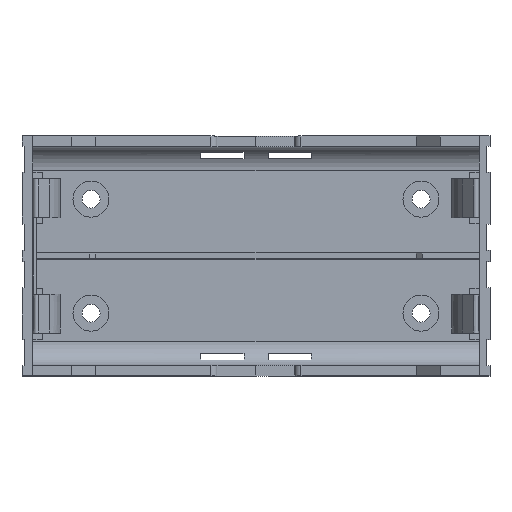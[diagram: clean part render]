
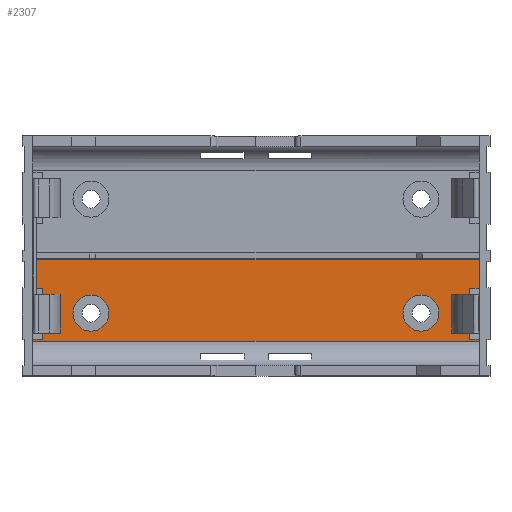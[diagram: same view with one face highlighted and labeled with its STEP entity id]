
A CAD part, top view. The second image highlights one B-rep face of the part: STEP entity #2307.
In plain terms, the highlighted planar face has unit normal (0, 0, 1).
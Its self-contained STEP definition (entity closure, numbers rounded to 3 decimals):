
#61=CARTESIAN_POINT('Vertex',(-37.2,-13.85,2.)) ;
#66=CARTESIAN_POINT('Line Origine',(-36.4,-13.85,2.)) ;
#70=CARTESIAN_POINT('Vertex',(-35.6,-13.85,2.)) ;
#97=CARTESIAN_POINT('Line Origine',(-35.6,-12.85,2.)) ;
#101=CARTESIAN_POINT('Vertex',(-35.6,-11.85,2.)) ;
#176=CARTESIAN_POINT('Line Origine',(-36.1,-11.85,2.)) ;
#180=CARTESIAN_POINT('Vertex',(-36.6,-11.85,2.)) ;
#566=CARTESIAN_POINT('Vertex',(-36.6,-7.35,2.)) ;
#571=CARTESIAN_POINT('Line Origine',(-36.1,-7.35,2.)) ;
#575=CARTESIAN_POINT('Vertex',(-35.6,-7.35,2.)) ;
#647=CARTESIAN_POINT('Line Origine',(-35.6,-6.35,2.)) ;
#651=CARTESIAN_POINT('Vertex',(-35.6,-5.35,2.)) ;
#705=CARTESIAN_POINT('Line Origine',(-36.4,-5.35,2.)) ;
#709=CARTESIAN_POINT('Vertex',(-37.2,-5.35,2.)) ;
#1031=CARTESIAN_POINT('Vertex',(37.2,-5.35,2.)) ;
#1036=CARTESIAN_POINT('Line Origine',(36.4,-5.35,2.)) ;
#1040=CARTESIAN_POINT('Vertex',(35.6,-5.35,2.)) ;
#1062=CARTESIAN_POINT('Line Origine',(35.6,-6.35,2.)) ;
#1066=CARTESIAN_POINT('Vertex',(35.6,-7.35,2.)) ;
#1131=CARTESIAN_POINT('Line Origine',(36.1,-7.35,2.)) ;
#1135=CARTESIAN_POINT('Vertex',(36.6,-7.35,2.)) ;
#1183=CARTESIAN_POINT('Vertex',(36.6,-11.85,2.)) ;
#1188=CARTESIAN_POINT('Line Origine',(36.1,-11.85,2.)) ;
#1192=CARTESIAN_POINT('Vertex',(35.6,-11.85,2.)) ;
#1264=CARTESIAN_POINT('Line Origine',(35.6,-12.85,2.)) ;
#1268=CARTESIAN_POINT('Vertex',(35.6,-13.85,2.)) ;
#1312=CARTESIAN_POINT('Line Origine',(36.4,-13.85,2.)) ;
#1316=CARTESIAN_POINT('Vertex',(37.2,-13.85,2.)) ;
#1845=CARTESIAN_POINT('Line Origine',(-36.6,-9.6,2.)) ;
#2016=CARTESIAN_POINT('Axis2P3D Location',(0.,0.,2.)) ;
#2206=CARTESIAN_POINT('Line Origine',(-37.2,-14.025,2.)) ;
#2210=CARTESIAN_POINT('Vertex',(-37.2,-14.2,2.)) ;
#2213=CARTESIAN_POINT('Line Origine',(0.,-14.2,2.)) ;
#2217=CARTESIAN_POINT('Vertex',(37.2,-14.2,2.)) ;
#2220=CARTESIAN_POINT('Line Origine',(37.2,-14.025,2.)) ;
#2225=CARTESIAN_POINT('Line Origine',(36.6,-9.6,2.)) ;
#2230=CARTESIAN_POINT('Line Origine',(37.2,-2.925,2.)) ;
#2234=CARTESIAN_POINT('Vertex',(37.2,-0.5,2.)) ;
#2237=CARTESIAN_POINT('Line Origine',(0.,-0.5,2.)) ;
#2241=CARTESIAN_POINT('Vertex',(-37.2,-0.5,2.)) ;
#2244=CARTESIAN_POINT('Line Origine',(-37.2,-2.925,2.)) ;
#2271=CARTESIAN_POINT('Axis2P3D Location',(-27.5,-9.5,2.)) ;
#2275=CARTESIAN_POINT('Vertex',(-24.5,-9.5,2.)) ;
#2277=CARTESIAN_POINT('Vertex',(-30.5,-9.5,2.)) ;
#2280=CARTESIAN_POINT('Axis2P3D Location',(-27.5,-9.5,2.)) ;
#2289=CARTESIAN_POINT('Axis2P3D Location',(27.5,-9.5,2.)) ;
#2293=CARTESIAN_POINT('Vertex',(24.5,-9.5,2.)) ;
#2295=CARTESIAN_POINT('Vertex',(30.5,-9.5,2.)) ;
#2298=CARTESIAN_POINT('Axis2P3D Location',(27.5,-9.5,2.)) ;
#67=DIRECTION('Vector Direction',(1.,0.,0.)) ;
#98=DIRECTION('Vector Direction',(0.,1.,0.)) ;
#177=DIRECTION('Vector Direction',(-1.,0.,0.)) ;
#572=DIRECTION('Vector Direction',(-1.,0.,0.)) ;
#648=DIRECTION('Vector Direction',(0.,-1.,0.)) ;
#706=DIRECTION('Vector Direction',(1.,0.,0.)) ;
#1037=DIRECTION('Vector Direction',(-1.,0.,0.)) ;
#1063=DIRECTION('Vector Direction',(0.,-1.,0.)) ;
#1132=DIRECTION('Vector Direction',(1.,0.,0.)) ;
#1189=DIRECTION('Vector Direction',(1.,0.,0.)) ;
#1265=DIRECTION('Vector Direction',(0.,1.,0.)) ;
#1313=DIRECTION('Vector Direction',(-1.,0.,0.)) ;
#1846=DIRECTION('Vector Direction',(0.,1.,0.)) ;
#2017=DIRECTION('Axis2P3D Direction',(0.,0.,1.)) ;
#2018=DIRECTION('Axis2P3D XDirection',(1.,0.,0.)) ;
#2207=DIRECTION('Vector Direction',(0.,1.,0.)) ;
#2214=DIRECTION('Vector Direction',(1.,0.,0.)) ;
#2221=DIRECTION('Vector Direction',(0.,-1.,0.)) ;
#2226=DIRECTION('Vector Direction',(0.,1.,0.)) ;
#2231=DIRECTION('Vector Direction',(0.,-1.,0.)) ;
#2238=DIRECTION('Vector Direction',(-1.,0.,0.)) ;
#2245=DIRECTION('Vector Direction',(0.,1.,0.)) ;
#2272=DIRECTION('Axis2P3D Direction',(0.,0.,1.)) ;
#2281=DIRECTION('Axis2P3D Direction',(0.,0.,1.)) ;
#2290=DIRECTION('Axis2P3D Direction',(0.,0.,1.)) ;
#2299=DIRECTION('Axis2P3D Direction',(0.,0.,1.)) ;
#2019=AXIS2_PLACEMENT_3D('Plane Axis2P3D',#2016,#2017,#2018) ;
#2273=AXIS2_PLACEMENT_3D('Circle Axis2P3D',#2271,#2272,$) ;
#2282=AXIS2_PLACEMENT_3D('Circle Axis2P3D',#2280,#2281,$) ;
#2291=AXIS2_PLACEMENT_3D('Circle Axis2P3D',#2289,#2290,$) ;
#2300=AXIS2_PLACEMENT_3D('Circle Axis2P3D',#2298,#2299,$) ;
#2250=ORIENTED_EDGE('',*,*,#182,.F.) ;
#2251=ORIENTED_EDGE('',*,*,#103,.F.) ;
#2252=ORIENTED_EDGE('',*,*,#72,.F.) ;
#2253=ORIENTED_EDGE('',*,*,#2212,.F.) ;
#2254=ORIENTED_EDGE('',*,*,#2219,.T.) ;
#2255=ORIENTED_EDGE('',*,*,#2224,.F.) ;
#2256=ORIENTED_EDGE('',*,*,#1318,.F.) ;
#2257=ORIENTED_EDGE('',*,*,#1270,.F.) ;
#2258=ORIENTED_EDGE('',*,*,#1194,.F.) ;
#2259=ORIENTED_EDGE('',*,*,#2229,.T.) ;
#2260=ORIENTED_EDGE('',*,*,#1137,.F.) ;
#2261=ORIENTED_EDGE('',*,*,#1068,.F.) ;
#2262=ORIENTED_EDGE('',*,*,#1042,.F.) ;
#2263=ORIENTED_EDGE('',*,*,#2236,.F.) ;
#2264=ORIENTED_EDGE('',*,*,#2243,.F.) ;
#2265=ORIENTED_EDGE('',*,*,#2248,.F.) ;
#2266=ORIENTED_EDGE('',*,*,#711,.F.) ;
#2267=ORIENTED_EDGE('',*,*,#653,.F.) ;
#2268=ORIENTED_EDGE('',*,*,#577,.F.) ;
#2269=ORIENTED_EDGE('',*,*,#1849,.F.) ;
#2286=ORIENTED_EDGE('',*,*,#2279,.F.) ;
#2287=ORIENTED_EDGE('',*,*,#2284,.F.) ;
#2304=ORIENTED_EDGE('',*,*,#2297,.F.) ;
#2305=ORIENTED_EDGE('',*,*,#2302,.F.) ;
#2288=FACE_BOUND('',#2285,.T.) ;
#2306=FACE_BOUND('',#2303,.T.) ;
#68=VECTOR('Line Direction',#67,1.) ;
#99=VECTOR('Line Direction',#98,1.) ;
#178=VECTOR('Line Direction',#177,1.) ;
#573=VECTOR('Line Direction',#572,1.) ;
#649=VECTOR('Line Direction',#648,1.) ;
#707=VECTOR('Line Direction',#706,1.) ;
#1038=VECTOR('Line Direction',#1037,1.) ;
#1064=VECTOR('Line Direction',#1063,1.) ;
#1133=VECTOR('Line Direction',#1132,1.) ;
#1190=VECTOR('Line Direction',#1189,1.) ;
#1266=VECTOR('Line Direction',#1265,1.) ;
#1314=VECTOR('Line Direction',#1313,1.) ;
#1847=VECTOR('Line Direction',#1846,1.) ;
#2208=VECTOR('Line Direction',#2207,1.) ;
#2215=VECTOR('Line Direction',#2214,1.) ;
#2222=VECTOR('Line Direction',#2221,1.) ;
#2227=VECTOR('Line Direction',#2226,1.) ;
#2232=VECTOR('Line Direction',#2231,1.) ;
#2239=VECTOR('Line Direction',#2238,1.) ;
#2246=VECTOR('Line Direction',#2245,1.) ;
#2307=ADVANCED_FACE('Corps principal',(#2270,#2288,#2306),#2020,.T.) ;
#2274=CIRCLE('generated circle',#2273,3.) ;
#2283=CIRCLE('generated circle',#2282,3.) ;
#2292=CIRCLE('generated circle',#2291,3.) ;
#2301=CIRCLE('generated circle',#2300,3.) ;
#72=EDGE_CURVE('',#62,#71,#69,.T.) ;
#103=EDGE_CURVE('',#71,#102,#100,.T.) ;
#182=EDGE_CURVE('',#102,#181,#179,.T.) ;
#577=EDGE_CURVE('',#567,#576,#574,.F.) ;
#653=EDGE_CURVE('',#576,#652,#650,.F.) ;
#711=EDGE_CURVE('',#652,#710,#708,.F.) ;
#1042=EDGE_CURVE('',#1032,#1041,#1039,.T.) ;
#1068=EDGE_CURVE('',#1041,#1067,#1065,.T.) ;
#1137=EDGE_CURVE('',#1067,#1136,#1134,.T.) ;
#1194=EDGE_CURVE('',#1184,#1193,#1191,.F.) ;
#1270=EDGE_CURVE('',#1193,#1269,#1267,.F.) ;
#1318=EDGE_CURVE('',#1269,#1317,#1315,.F.) ;
#1849=EDGE_CURVE('',#181,#567,#1848,.T.) ;
#2212=EDGE_CURVE('',#2211,#62,#2209,.T.) ;
#2219=EDGE_CURVE('',#2211,#2218,#2216,.T.) ;
#2224=EDGE_CURVE('',#1317,#2218,#2223,.T.) ;
#2229=EDGE_CURVE('',#1184,#1136,#2228,.T.) ;
#2236=EDGE_CURVE('',#2235,#1032,#2233,.T.) ;
#2243=EDGE_CURVE('',#2242,#2235,#2240,.F.) ;
#2248=EDGE_CURVE('',#710,#2242,#2247,.T.) ;
#2279=EDGE_CURVE('',#2276,#2278,#2274,.T.) ;
#2284=EDGE_CURVE('',#2278,#2276,#2283,.T.) ;
#2297=EDGE_CURVE('',#2294,#2296,#2292,.T.) ;
#2302=EDGE_CURVE('',#2296,#2294,#2301,.T.) ;
#2249=EDGE_LOOP('',(#2250,#2251,#2252,#2253,#2254,#2255,#2256,#2257,#2258,#2259,#2260,#2261,#2262,#2263,#2264,#2265,#2266,#2267,#2268,#2269)) ;
#2285=EDGE_LOOP('',(#2286,#2287)) ;
#2303=EDGE_LOOP('',(#2304,#2305)) ;
#2270=FACE_OUTER_BOUND('',#2249,.T.) ;
#69=LINE('Line',#66,#68) ;
#100=LINE('Line',#97,#99) ;
#179=LINE('Line',#176,#178) ;
#574=LINE('Line',#571,#573) ;
#650=LINE('Line',#647,#649) ;
#708=LINE('Line',#705,#707) ;
#1039=LINE('Line',#1036,#1038) ;
#1065=LINE('Line',#1062,#1064) ;
#1134=LINE('Line',#1131,#1133) ;
#1191=LINE('Line',#1188,#1190) ;
#1267=LINE('Line',#1264,#1266) ;
#1315=LINE('Line',#1312,#1314) ;
#1848=LINE('Line',#1845,#1847) ;
#2209=LINE('Line',#2206,#2208) ;
#2216=LINE('Line',#2213,#2215) ;
#2223=LINE('Line',#2220,#2222) ;
#2228=LINE('Line',#2225,#2227) ;
#2233=LINE('Line',#2230,#2232) ;
#2240=LINE('Line',#2237,#2239) ;
#2247=LINE('Line',#2244,#2246) ;
#2020=PLANE('Plane',#2019) ;
#62=VERTEX_POINT('',#61) ;
#71=VERTEX_POINT('',#70) ;
#102=VERTEX_POINT('',#101) ;
#181=VERTEX_POINT('',#180) ;
#567=VERTEX_POINT('',#566) ;
#576=VERTEX_POINT('',#575) ;
#652=VERTEX_POINT('',#651) ;
#710=VERTEX_POINT('',#709) ;
#1032=VERTEX_POINT('',#1031) ;
#1041=VERTEX_POINT('',#1040) ;
#1067=VERTEX_POINT('',#1066) ;
#1136=VERTEX_POINT('',#1135) ;
#1184=VERTEX_POINT('',#1183) ;
#1193=VERTEX_POINT('',#1192) ;
#1269=VERTEX_POINT('',#1268) ;
#1317=VERTEX_POINT('',#1316) ;
#2211=VERTEX_POINT('',#2210) ;
#2218=VERTEX_POINT('',#2217) ;
#2235=VERTEX_POINT('',#2234) ;
#2242=VERTEX_POINT('',#2241) ;
#2276=VERTEX_POINT('',#2275) ;
#2278=VERTEX_POINT('',#2277) ;
#2294=VERTEX_POINT('',#2293) ;
#2296=VERTEX_POINT('',#2295) ;
